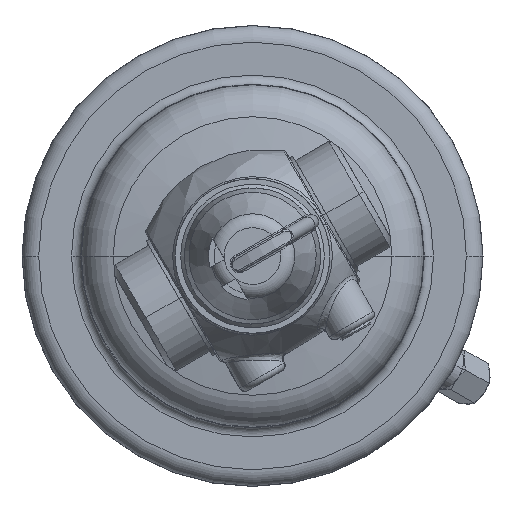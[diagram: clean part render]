
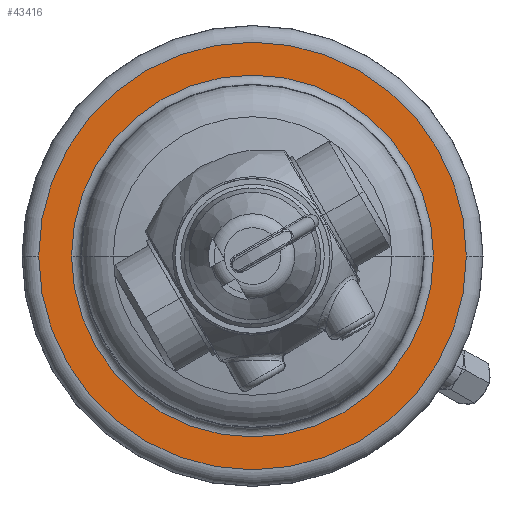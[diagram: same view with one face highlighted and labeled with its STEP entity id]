
A CAD part, left-side view. The second image highlights one B-rep face of the part: STEP entity #43416.
In plain terms, the highlighted planar face has unit normal (-1, 0, 0).
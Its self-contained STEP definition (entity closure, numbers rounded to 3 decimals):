
#14028=CARTESIAN_POINT('',(-2.5,0.,0.));
#14029=DIRECTION('',(-1.,0.,0.));
#14030=DIRECTION('',(0.,1.,0.));
#14031=AXIS2_PLACEMENT_3D('',#14028,#14029,#14030);
#14033=CARTESIAN_POINT('',(-2.5,0.,0.));
#14034=DIRECTION('',(1.,0.,0.));
#14035=DIRECTION('',(0.,1.,0.));
#14036=AXIS2_PLACEMENT_3D('',#14033,#14034,#14035);
#14038=CARTESIAN_POINT('',(-2.5,0.,0.));
#14039=DIRECTION('',(1.,0.,0.));
#14040=DIRECTION('',(0.,1.,0.));
#14041=AXIS2_PLACEMENT_3D('',#14038,#14039,#14040);
#14043=CARTESIAN_POINT('',(-2.5,0.,0.));
#14044=DIRECTION('',(-1.,0.,0.));
#14045=DIRECTION('',(0.,1.,0.));
#14046=AXIS2_PLACEMENT_3D('',#14043,#14044,#14045);
#26902=CARTESIAN_POINT('',(-2.5,58.05,0.));
#26904=VERTEX_POINT('',#26902);
#26905=CARTESIAN_POINT('',(-2.5,49.137,0.));
#26907=VERTEX_POINT('',#26905);
#26934=CARTESIAN_POINT('',(-2.5,-58.05,0.));
#26936=VERTEX_POINT('',#26934);
#26937=CARTESIAN_POINT('',(-2.5,-49.137,0.));
#26939=VERTEX_POINT('',#26937);
#43401=CARTESIAN_POINT('',(-2.5,0.,0.));
#43402=DIRECTION('',(1.,0.,0.));
#43403=DIRECTION('',(0.,-1.,0.));
#43404=AXIS2_PLACEMENT_3D('',#43401,#43402,#43403);
#43405=PLANE('',#43404);
#43407=ORIENTED_EDGE('',*,*,#43406,.T.);
#43409=ORIENTED_EDGE('',*,*,#43408,.F.);
#43410=EDGE_LOOP('',(#43407,#43409));
#43411=FACE_OUTER_BOUND('',#43410,.F.);
#43412=ORIENTED_EDGE('',*,*,#43383,.T.);
#43413=ORIENTED_EDGE('',*,*,#43394,.F.);
#43414=EDGE_LOOP('',(#43412,#43413));
#43415=FACE_BOUND('',#43414,.F.);
#43416=ADVANCED_FACE('',(#43411,#43415),#43405,.F.);
#14032=CIRCLE('',#14031,49.137);
#14037=CIRCLE('',#14036,49.137);
#14042=CIRCLE('',#14041,58.05);
#14047=CIRCLE('',#14046,58.05);
#43383=EDGE_CURVE('',#26907,#26939,#14032,.T.);
#43394=EDGE_CURVE('',#26907,#26939,#14037,.T.);
#43406=EDGE_CURVE('',#26904,#26936,#14042,.T.);
#43408=EDGE_CURVE('',#26904,#26936,#14047,.T.);
